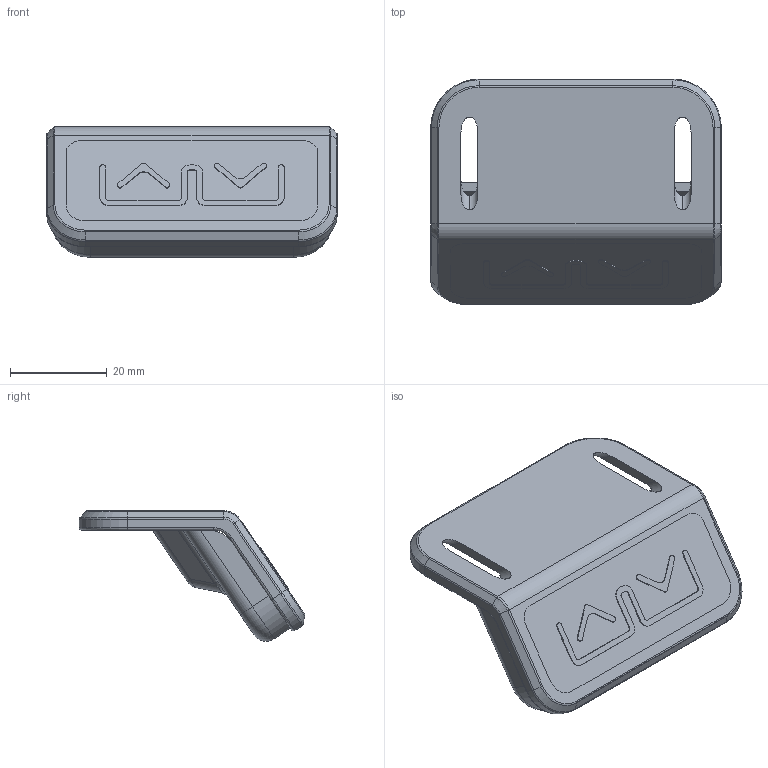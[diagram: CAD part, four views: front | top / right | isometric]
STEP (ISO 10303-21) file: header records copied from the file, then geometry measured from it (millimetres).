
FILE_DESCRIPTION((''),'2;1');
FILE_NAME('JCHT35L_ASM','2020-01-07T10:42:14',('u'),('捷昌驱动'),'CREO PARAMETRIC BY PTC INC, 2018100','CREO PARAMETRIC BY PTC INC, 2018100','');
FILE_SCHEMA(('CONFIG_CONTROL_DESIGN'));
Length unit declared in the file: millimetre
Products named in the file (8): BREP_5; BREP_2; BREP_6; BREP_1; BREP_3; BREP_4; JCHT35L_1_ASM; JCHT35L_ASM
Assembly tree (7 placements, depth 3):
  JCHT35L_ASM
    JCHT35L_1_ASM
      BREP_5
      BREP_2
      BREP_6
      BREP_1
      BREP_3
      BREP_4
Bounding box: 60 x 46.57 x 26.94 mm (x, y, z)
Volume: 10633.1 mm3; surface area: 15007.4 mm2
Topology: 6 solids, 6 shells, 306 faces, 799 edges, 509 vertices
Faces by surface type: plane 145, cylinder 129, torus 22, cone 6, sphere 2, bspline 2
Entity records: 9862 total; most frequent: CARTESIAN_POINT 1982, DIRECTION 1675, ORIENTED_EDGE 1596, EDGE_CURVE 798, AXIS2_PLACEMENT_3D 589, VERTEX_POINT 509, VECTOR 497, LINE 497
